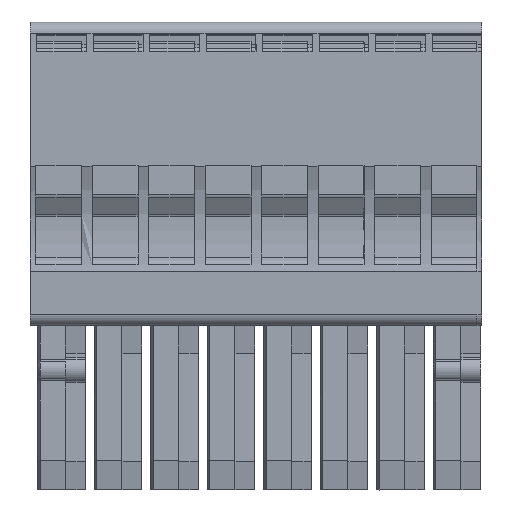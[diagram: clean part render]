
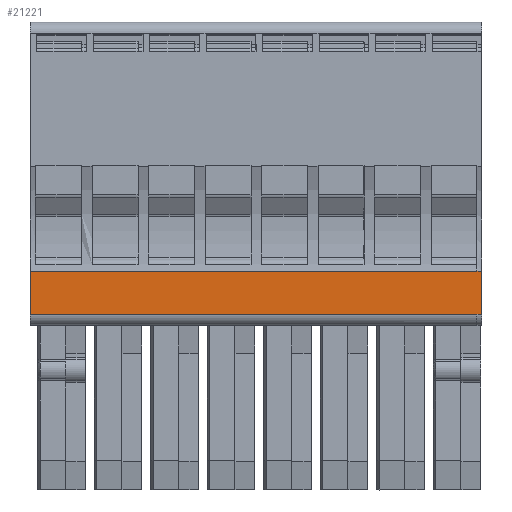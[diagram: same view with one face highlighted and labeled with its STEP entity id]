
A CAD part, front view. The second image highlights one B-rep face of the part: STEP entity #21221.
In plain terms, the highlighted planar face has unit normal (0, -1, 0).
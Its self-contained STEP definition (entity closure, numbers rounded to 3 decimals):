
#21206=AXIS2_PLACEMENT_3D('Plane Axis2P3D',#21203,#21204,#21205) ;
#4100=CARTESIAN_POINT('Vertex',(0.,0.8,15.85)) ;
#4103=CARTESIAN_POINT('Line Origine',(0.,0.8,17.8)) ;
#4107=CARTESIAN_POINT('Vertex',(0.,0.8,19.75)) ;
#4639=CARTESIAN_POINT('Vertex',(40.8,0.8,19.75)) ;
#4642=CARTESIAN_POINT('Line Origine',(40.8,0.8,17.8)) ;
#4646=CARTESIAN_POINT('Vertex',(40.8,0.8,15.85)) ;
#9772=CARTESIAN_POINT('Line Origine',(38.25,0.8,19.75)) ;
#9776=CARTESIAN_POINT('Vertex',(40.35,0.8,19.75)) ;
#14047=CARTESIAN_POINT('Line Origine',(40.575,0.8,19.75)) ;
#21187=CARTESIAN_POINT('Vertex',(40.35,0.8,15.85)) ;
#21190=CARTESIAN_POINT('Line Origine',(38.025,0.8,15.85)) ;
#21203=CARTESIAN_POINT('Axis2P3D Location',(38.5,0.8,14.85)) ;
#21208=CARTESIAN_POINT('Line Origine',(40.575,0.8,15.85)) ;
#4104=DIRECTION('Vector Direction',(0.,0.,1.)) ;
#4643=DIRECTION('Vector Direction',(0.,0.,-1.)) ;
#9773=DIRECTION('Vector Direction',(-1.,0.,0.)) ;
#14048=DIRECTION('Vector Direction',(-1.,0.,0.)) ;
#21191=DIRECTION('Vector Direction',(1.,0.,0.)) ;
#21204=DIRECTION('Axis2P3D Direction',(0.,1.,0.)) ;
#21205=DIRECTION('Axis2P3D XDirection',(0.,0.,1.)) ;
#21209=DIRECTION('Vector Direction',(-1.,0.,0.)) ;
#4105=VECTOR('Line Direction',#4104,1.) ;
#4644=VECTOR('Line Direction',#4643,1.) ;
#9774=VECTOR('Line Direction',#9773,1.) ;
#14049=VECTOR('Line Direction',#14048,1.) ;
#21192=VECTOR('Line Direction',#21191,1.) ;
#21210=VECTOR('Line Direction',#21209,1.) ;
#21214=ORIENTED_EDGE('',*,*,#21194,.F.) ;
#21215=ORIENTED_EDGE('',*,*,#21212,.F.) ;
#21216=ORIENTED_EDGE('',*,*,#4648,.T.) ;
#21217=ORIENTED_EDGE('',*,*,#14051,.T.) ;
#21218=ORIENTED_EDGE('',*,*,#9778,.T.) ;
#21219=ORIENTED_EDGE('',*,*,#4109,.T.) ;
#21221=ADVANCED_FACE('Brep With Voids',(#21220),#21207,.F.) ;
#4109=EDGE_CURVE('',#4108,#4101,#4106,.F.) ;
#4648=EDGE_CURVE('',#4647,#4640,#4645,.F.) ;
#9778=EDGE_CURVE('',#9777,#4108,#9775,.T.) ;
#14051=EDGE_CURVE('',#4640,#9777,#14050,.T.) ;
#21194=EDGE_CURVE('',#21188,#4101,#21193,.F.) ;
#21212=EDGE_CURVE('',#4647,#21188,#21211,.T.) ;
#21213=EDGE_LOOP('',(#21214,#21215,#21216,#21217,#21218,#21219)) ;
#21220=FACE_OUTER_BOUND('',#21213,.T.) ;
#4106=LINE('Line',#4103,#4105) ;
#4645=LINE('Line',#4642,#4644) ;
#9775=LINE('Line',#9772,#9774) ;
#14050=LINE('Line',#14047,#14049) ;
#21193=LINE('Line',#21190,#21192) ;
#21211=LINE('Line',#21208,#21210) ;
#21207=PLANE('',#21206) ;
#4101=VERTEX_POINT('',#4100) ;
#4108=VERTEX_POINT('',#4107) ;
#4640=VERTEX_POINT('',#4639) ;
#4647=VERTEX_POINT('',#4646) ;
#9777=VERTEX_POINT('',#9776) ;
#21188=VERTEX_POINT('',#21187) ;
